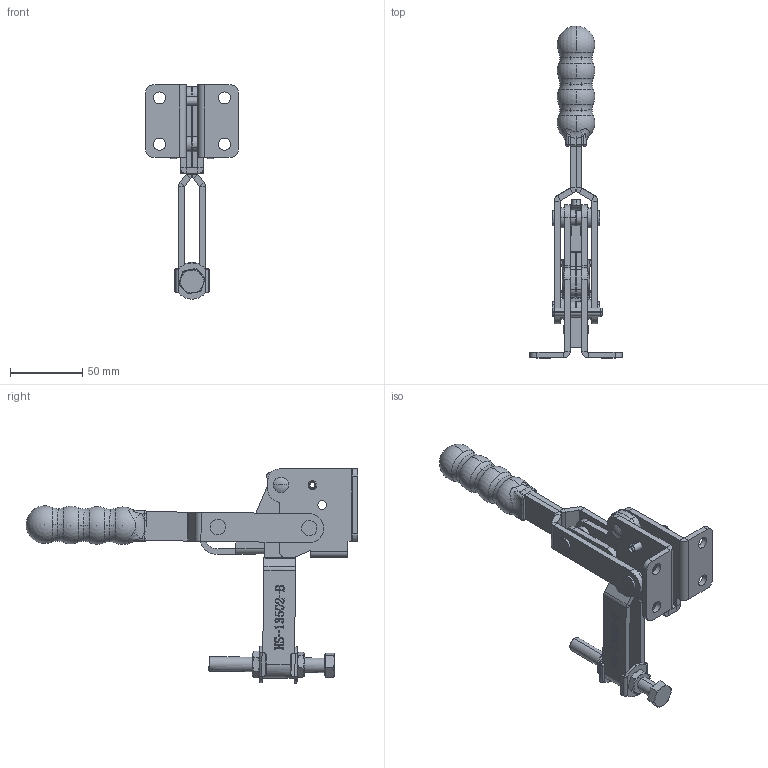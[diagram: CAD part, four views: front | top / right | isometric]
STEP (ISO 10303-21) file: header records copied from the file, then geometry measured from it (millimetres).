
FILE_DESCRIPTION (( 'STEP AP203' ), '1' );
FILE_NAME ('HS-13502-B.STEP', '2019-09-30T06:06:38', ( '微软用户' ), ( '微软中国' ), 'SwSTEP 2.0', 'SolidWorks 2012', '' );
FILE_SCHEMA (( 'CONFIG_CONTROL_DESIGN' ));
Length unit declared in the file: millimetre
Products named in the file (14): HS-13502-B; spring pin slotted heavy duty1 gb_GB_PARALLEL_PINS_TYPE6 6X35; FW-380; 0#忒參杶; 怢論杶; 騵艦杶; U倰揤參; 蟀裝1; hexagon head bolts-full thread gb_GB_FASTENER_BOLT_STBAB A M10X80-C; hex thin nuts-grades ab-chamfered gb_GB_FASTENER_NUT_STNAB M10-N; 眻忒梟; 酗种; 傻种; 楊擘菁釱
Assembly tree (22 placements, depth 2):
  HS-13502-B
    楊擘菁釱
    傻种  x2
    酗种  x2
    眻忒梟  x2
    hex thin nuts-grades ab-chamfered gb_GB_FASTENER_NUT_STNAB M10-N  x2
    hexagon head bolts-full thread gb_GB_FASTENER_BOLT_STBAB A M10X80-C
    蟀裝1
    U倰揤參
    騵艦杶  x2
    怢論杶  x4
    0#忒參杶
    FW-380  x2
    spring pin slotted heavy duty1 gb_GB_PARALLEL_PINS_TYPE6 6X35
Bounding box: 64 x 229.58 x 148.13 mm (x, y, z)
Volume: 144579.8 mm3; surface area: 89128.6 mm2
Topology: 22 solids, 22 shells, 947 faces, 2396 edges, 1529 vertices
Faces by surface type: plane 446, cylinder 225, bspline 160, cone 80, torus 20, sphere 16
Entity records: 34034 total; most frequent: CARTESIAN_POINT 13783, ORIENTED_EDGE 4068, DIRECTION 3428, EDGE_CURVE 2034, VERTEX_POINT 1307, LINE 1216, VECTOR 1216, AXIS2_PLACEMENT_3D 1106
